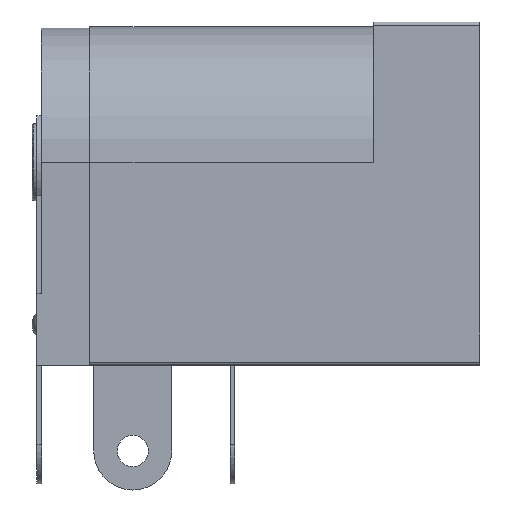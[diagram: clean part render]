
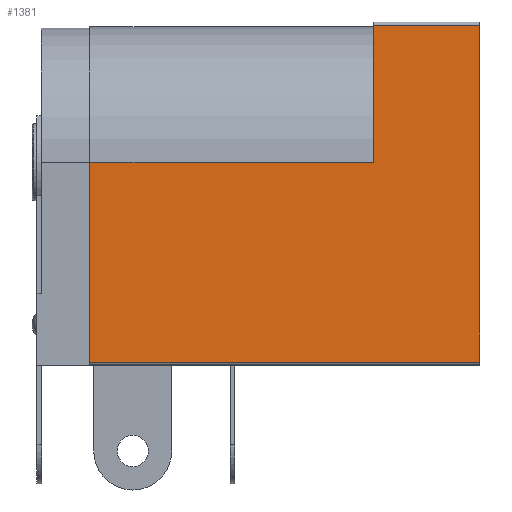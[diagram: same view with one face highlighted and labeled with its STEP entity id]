
A CAD part, left-side view. The second image highlights one B-rep face of the part: STEP entity #1381.
In plain terms, the highlighted planar face has unit normal (-1, 0, 0).
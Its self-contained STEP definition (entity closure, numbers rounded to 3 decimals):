
#5 = VECTOR ( 'NONE', #1924, 1000. ) ;
#169 = CARTESIAN_POINT ( 'NONE',  ( -4.5, -3.7, 6.5 ) ) ;
#259 = VERTEX_POINT ( 'NONE', #1698 ) ;
#294 = LINE ( 'NONE', #2298, #390 ) ;
#390 = VECTOR ( 'NONE', #2881, 1000. ) ;
#610 = EDGE_CURVE ( 'NONE', #719, #2328, #835, .T. ) ;
#668 = FACE_OUTER_BOUND ( 'NONE', #1172, .T. ) ;
#686 = EDGE_CURVE ( 'NONE', #2791, #259, #2193, .T. ) ;
#719 = VERTEX_POINT ( 'NONE', #3684 ) ;
#722 = DIRECTION ( 'NONE',  ( 1., 0., 0. ) ) ;
#731 = CARTESIAN_POINT ( 'NONE',  ( -4.5, 5.4, 0.1 ) ) ;
#835 = LINE ( 'NONE', #1427, #2889 ) ;
#1040 = EDGE_CURVE ( 'NONE', #2030, #2328, #3304, .T. ) ;
#1154 = ORIENTED_EDGE ( 'NONE', *, *, #686, .F. ) ;
#1172 = EDGE_LOOP ( 'NONE', ( #1351, #1556, #1175, #1426, #1154, #3687 ) ) ;
#1175 = ORIENTED_EDGE ( 'NONE', *, *, #610, .F. ) ;
#1351 = ORIENTED_EDGE ( 'NONE', *, *, #2416, .F. ) ;
#1381 = ADVANCED_FACE ( 'NONE', ( #668 ), #1819, .F. ) ;
#1426 = ORIENTED_EDGE ( 'NONE', *, *, #2985, .T. ) ;
#1427 = CARTESIAN_POINT ( 'NONE',  ( -4.5, -7.1, 11. ) ) ;
#1490 = CARTESIAN_POINT ( 'NONE',  ( -4.5, -3.7, 6.5 ) ) ;
#1556 = ORIENTED_EDGE ( 'NONE', *, *, #1040, .T. ) ;
#1698 = CARTESIAN_POINT ( 'NONE',  ( -4.5, -3.7, 10.9 ) ) ;
#1709 = CARTESIAN_POINT ( 'NONE',  ( -4.5, -7.1, 10.9 ) ) ;
#1728 = CARTESIAN_POINT ( 'NONE',  ( -4.5, 5.4, 6.5 ) ) ;
#1819 = PLANE ( 'NONE',  #1921 ) ;
#1846 = VECTOR ( 'NONE', #3662, 1000. ) ;
#1921 = AXIS2_PLACEMENT_3D ( 'NONE', #2110, #722, #3027 ) ;
#1924 = DIRECTION ( 'NONE',  ( 0., -1., 0. ) ) ;
#2001 = VECTOR ( 'NONE', #3664, 1000. ) ;
#2030 = VERTEX_POINT ( 'NONE', #731 ) ;
#2072 = VECTOR ( 'NONE', #3447, 1000. ) ;
#2110 = CARTESIAN_POINT ( 'NONE',  ( -4.5, -7.1, 11. ) ) ;
#2138 = VERTEX_POINT ( 'NONE', #1728 ) ;
#2145 = EDGE_CURVE ( 'NONE', #2791, #2138, #294, .T. ) ;
#2150 = CARTESIAN_POINT ( 'NONE',  ( -4.5, -7.1, 0.1 ) ) ;
#2193 = LINE ( 'NONE', #169, #1846 ) ;
#2298 = CARTESIAN_POINT ( 'NONE',  ( -4.5, -3.7, 6.5 ) ) ;
#2328 = VERTEX_POINT ( 'NONE', #3086 ) ;
#2416 = EDGE_CURVE ( 'NONE', #2030, #2138, #3586, .T. ) ;
#2791 = VERTEX_POINT ( 'NONE', #1490 ) ;
#2865 = LINE ( 'NONE', #1709, #2072 ) ;
#2881 = DIRECTION ( 'NONE',  ( 0., 1., 0. ) ) ;
#2889 = VECTOR ( 'NONE', #3549, 1000. ) ;
#2985 = EDGE_CURVE ( 'NONE', #719, #259, #2865, .T. ) ;
#2989 = CARTESIAN_POINT ( 'NONE',  ( -4.5, 5.4, 11. ) ) ;
#3027 = DIRECTION ( 'NONE',  ( 0., 0., -1. ) ) ;
#3086 = CARTESIAN_POINT ( 'NONE',  ( -4.5, -7.1, 0.1 ) ) ;
#3304 = LINE ( 'NONE', #2150, #5 ) ;
#3447 = DIRECTION ( 'NONE',  ( 0., 1., 0. ) ) ;
#3549 = DIRECTION ( 'NONE',  ( 0., 0., -1. ) ) ;
#3586 = LINE ( 'NONE', #2989, #2001 ) ;
#3662 = DIRECTION ( 'NONE',  ( 0., 0., 1. ) ) ;
#3664 = DIRECTION ( 'NONE',  ( 0., 0., 1. ) ) ;
#3684 = CARTESIAN_POINT ( 'NONE',  ( -4.5, -7.1, 10.9 ) ) ;
#3687 = ORIENTED_EDGE ( 'NONE', *, *, #2145, .T. ) ;
